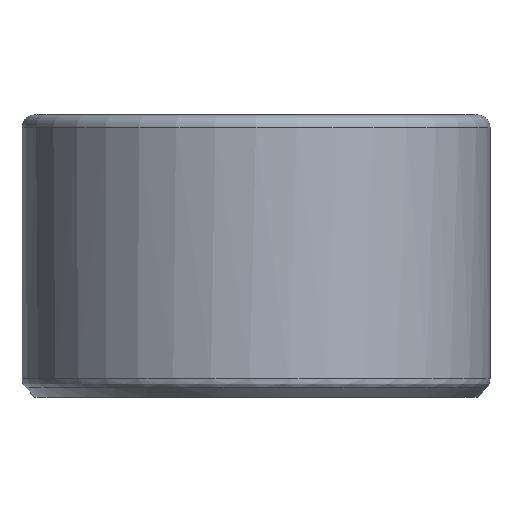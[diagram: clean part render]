
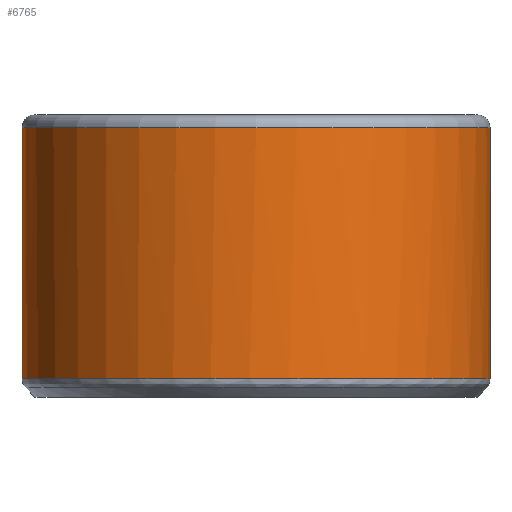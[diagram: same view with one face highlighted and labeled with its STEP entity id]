
A CAD part, front view. The second image highlights one B-rep face of the part: STEP entity #6765.
In plain terms, the highlighted cylindrical face has radius 18.25 mm (diameter 36.5 mm), a full revolution.
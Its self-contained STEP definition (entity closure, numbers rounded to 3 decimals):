
#6213 = TOROIDAL_SURFACE('',#6214,17.25,1.);
#6214 = AXIS2_PLACEMENT_3D('',#6215,#6216,#6217);
#6215 = CARTESIAN_POINT('',(0.,0.,21.));
#6216 = DIRECTION('',(0.,0.,1.));
#6217 = DIRECTION('',(1.,0.,-0.));
#6580 = VERTEX_POINT('',#6581);
#6581 = CARTESIAN_POINT('',(18.25,0.,21.));
#6601 = EDGE_CURVE('',#6580,#6580,#6602,.T.);
#6602 = SURFACE_CURVE('',#6603,(#6608,#6615),.PCURVE_S1.);
#6603 = CIRCLE('',#6604,18.25);
#6604 = AXIS2_PLACEMENT_3D('',#6605,#6606,#6607);
#6605 = CARTESIAN_POINT('',(0.,0.,21.));
#6606 = DIRECTION('',(0.,0.,1.));
#6607 = DIRECTION('',(1.,0.,-0.));
#6608 = PCURVE('',#6213,#6609);
#6609 = DEFINITIONAL_REPRESENTATION('',(#6610),#6614);
#6610 = LINE('',#6611,#6612);
#6611 = CARTESIAN_POINT('',(0.,0.));
#6612 = VECTOR('',#6613,1.);
#6613 = DIRECTION('',(1.,0.));
#6614 = ( GEOMETRIC_REPRESENTATION_CONTEXT(2) 
PARAMETRIC_REPRESENTATION_CONTEXT() REPRESENTATION_CONTEXT('2D SPACE',''
  ) );
#6615 = PCURVE('',#6616,#6621);
#6616 = CYLINDRICAL_SURFACE('',#6617,18.25);
#6617 = AXIS2_PLACEMENT_3D('',#6618,#6619,#6620);
#6618 = CARTESIAN_POINT('',(0.,0.,0.));
#6619 = DIRECTION('',(-0.,-0.,-1.));
#6620 = DIRECTION('',(1.,0.,0.));
#6621 = DEFINITIONAL_REPRESENTATION('',(#6622),#6626);
#6622 = LINE('',#6623,#6624);
#6623 = CARTESIAN_POINT('',(-0.,-21.));
#6624 = VECTOR('',#6625,1.);
#6625 = DIRECTION('',(-1.,0.));
#6626 = ( GEOMETRIC_REPRESENTATION_CONTEXT(2) 
PARAMETRIC_REPRESENTATION_CONTEXT() REPRESENTATION_CONTEXT('2D SPACE',''
  ) );
#6711 = ( BOUNDED_SURFACE() B_SPLINE_SURFACE(2,14,(
    (#6712,#6713,#6714,#6715,#6716,#6717,#6718,#6719,#6720,#6721,#6722
      ,#6723,#6724,#6725,#6726)
    ,(#6727,#6728,#6729,#6730,#6731,#6732,#6733,#6734,#6735,#6736,#6737
      ,#6738,#6739,#6740,#6741)
    ,(#6742,#6743,#6744,#6745,#6746,#6747,#6748,#6749,#6750,#6751,#6752
      ,#6753,#6754,#6755,#6756
)),.UNSPECIFIED.,.F.,.T.,.F.) B_SPLINE_SURFACE_WITH_KNOTS((3,3),(15,15),
  (0.,114.668),(0.,114.668),
.PIECEWISE_BEZIER_KNOTS.) GEOMETRIC_REPRESENTATION_ITEM() 
RATIONAL_B_SPLINE_SURFACE((
    (1.,1.,1.,1.,1.,1.
      ,1.,1.,1.,1.
      ,1.,1.,1.,1.,1.)
    ,(0.924,0.924,0.924,0.924
      ,0.924,0.924,0.924,0.924
      ,0.924,0.924,0.924,0.924
      ,0.924,0.924,0.924)
    ,(1.,1.,1.,1.,1.,1.
      ,1.,1.,1.,1.
      ,1.,1.,1.,1.,1.
))) REPRESENTATION_ITEM('') SURFACE() );
#6712 = CARTESIAN_POINT('',(18.25,0.,1.414));
#6713 = CARTESIAN_POINT('',(18.25,8.072,
    1.414));
#6714 = CARTESIAN_POINT('',(14.406,16.316,
    1.414));
#6715 = CARTESIAN_POINT('',(6.446,22.583,
    1.414));
#6716 = CARTESIAN_POINT('',(-4.411,24.643,
    1.414));
#6717 = CARTESIAN_POINT('',(-15.657,20.565,
    1.414));
#6718 = CARTESIAN_POINT('',(-23.201,12.491,
    1.414));
#6719 = CARTESIAN_POINT('',(-27.974,0.,
    1.414));
#6720 = CARTESIAN_POINT('',(-23.201,-12.491,
    1.414));
#6721 = CARTESIAN_POINT('',(-15.657,-20.565,
    1.414));
#6722 = CARTESIAN_POINT('',(-4.411,-24.643,
    1.414));
#6723 = CARTESIAN_POINT('',(6.446,-22.583,
    1.414));
#6724 = CARTESIAN_POINT('',(14.406,-16.316,
    1.414));
#6725 = CARTESIAN_POINT('',(18.25,-8.072,
    1.414));
#6726 = CARTESIAN_POINT('',(18.25,0.,1.414));
#6727 = CARTESIAN_POINT('',(18.25,0.,1.));
#6728 = CARTESIAN_POINT('',(18.25,8.072,1.));
#6729 = CARTESIAN_POINT('',(14.406,16.316,1.));
#6730 = CARTESIAN_POINT('',(6.446,22.583,1.));
#6731 = CARTESIAN_POINT('',(-4.411,24.643,
    1.));
#6732 = CARTESIAN_POINT('',(-15.657,20.565,
    1.));
#6733 = CARTESIAN_POINT('',(-23.201,12.491,1.
    ));
#6734 = CARTESIAN_POINT('',(-27.974,0.,
    1.));
#6735 = CARTESIAN_POINT('',(-23.201,-12.491,
    1.));
#6736 = CARTESIAN_POINT('',(-15.657,-20.565,
    1.));
#6737 = CARTESIAN_POINT('',(-4.411,-24.643,
    1.));
#6738 = CARTESIAN_POINT('',(6.446,-22.583,
    1.));
#6739 = CARTESIAN_POINT('',(14.406,-16.316,1.));
#6740 = CARTESIAN_POINT('',(18.25,-8.072,1.));
#6741 = CARTESIAN_POINT('',(18.25,0.,1.));
#6742 = CARTESIAN_POINT('',(17.957,0.,0.707));
#6743 = CARTESIAN_POINT('',(17.957,7.943,
    0.707));
#6744 = CARTESIAN_POINT('',(14.174,16.054,
    0.707));
#6745 = CARTESIAN_POINT('',(6.342,22.221,
    0.707));
#6746 = CARTESIAN_POINT('',(-4.34,24.248,
    0.707));
#6747 = CARTESIAN_POINT('',(-15.405,20.235,
    0.707));
#6748 = CARTESIAN_POINT('',(-22.829,12.29,
    0.707));
#6749 = CARTESIAN_POINT('',(-27.525,0.,
    0.707));
#6750 = CARTESIAN_POINT('',(-22.829,-12.29,
    0.707));
#6751 = CARTESIAN_POINT('',(-15.405,-20.235,
    0.707));
#6752 = CARTESIAN_POINT('',(-4.34,-24.248,
    0.707));
#6753 = CARTESIAN_POINT('',(6.342,-22.221,
    0.707));
#6754 = CARTESIAN_POINT('',(14.174,-16.054,
    0.707));
#6755 = CARTESIAN_POINT('',(17.957,-7.943,
    0.707));
#6756 = CARTESIAN_POINT('',(17.957,0.,
    0.707));
#6765 = ADVANCED_FACE('',(#6766),#6616,.T.);
#6766 = FACE_BOUND('',#6767,.F.);
#6767 = EDGE_LOOP('',(#6768,#6791,#6792,#6793));
#6768 = ORIENTED_EDGE('',*,*,#6769,.T.);
#6769 = EDGE_CURVE('',#6770,#6580,#6772,.T.);
#6770 = VERTEX_POINT('',#6771);
#6771 = CARTESIAN_POINT('',(18.25,0.,1.414));
#6772 = SEAM_CURVE('',#6773,(#6777,#6784),.PCURVE_S1.);
#6773 = LINE('',#6774,#6775);
#6774 = CARTESIAN_POINT('',(18.25,0.,0.));
#6775 = VECTOR('',#6776,1.);
#6776 = DIRECTION('',(0.,0.,1.));
#6777 = PCURVE('',#6616,#6778);
#6778 = DEFINITIONAL_REPRESENTATION('',(#6779),#6783);
#6779 = LINE('',#6780,#6781);
#6780 = CARTESIAN_POINT('',(-0.,0.));
#6781 = VECTOR('',#6782,1.);
#6782 = DIRECTION('',(-0.,-1.));
#6783 = ( GEOMETRIC_REPRESENTATION_CONTEXT(2) 
PARAMETRIC_REPRESENTATION_CONTEXT() REPRESENTATION_CONTEXT('2D SPACE',''
  ) );
#6784 = PCURVE('',#6616,#6785);
#6785 = DEFINITIONAL_REPRESENTATION('',(#6786),#6790);
#6786 = LINE('',#6787,#6788);
#6787 = CARTESIAN_POINT('',(-6.283,0.));
#6788 = VECTOR('',#6789,1.);
#6789 = DIRECTION('',(-0.,-1.));
#6790 = ( GEOMETRIC_REPRESENTATION_CONTEXT(2) 
PARAMETRIC_REPRESENTATION_CONTEXT() REPRESENTATION_CONTEXT('2D SPACE',''
  ) );
#6791 = ORIENTED_EDGE('',*,*,#6601,.T.);
#6792 = ORIENTED_EDGE('',*,*,#6769,.F.);
#6793 = ORIENTED_EDGE('',*,*,#6794,.F.);
#6794 = EDGE_CURVE('',#6770,#6770,#6795,.T.);
#6795 = SURFACE_CURVE('',#6796,(#6812,#6836),.PCURVE_S1.);
#6796 = ( BOUNDED_CURVE() B_SPLINE_CURVE(14,(#6797,#6798,#6799,#6800,
    #6801,#6802,#6803,#6804,#6805,#6806,#6807,#6808,#6809,#6810,#6811),
.UNSPECIFIED.,.T.,.F.) B_SPLINE_CURVE_WITH_KNOTS((15,15),(
0.,114.668),.PIECEWISE_BEZIER_KNOTS.) CURVE() 
GEOMETRIC_REPRESENTATION_ITEM() RATIONAL_B_SPLINE_CURVE((1.,1.,
    1.,1.,1.,1.,
    1.,1.,1.,1.,
    1.,1.,1.,1.,1.)) 
REPRESENTATION_ITEM('') );
#6797 = CARTESIAN_POINT('',(18.25,0.,1.414));
#6798 = CARTESIAN_POINT('',(18.25,8.072,
    1.414));
#6799 = CARTESIAN_POINT('',(14.406,16.316,
    1.414));
#6800 = CARTESIAN_POINT('',(6.446,22.583,
    1.414));
#6801 = CARTESIAN_POINT('',(-4.411,24.643,
    1.414));
#6802 = CARTESIAN_POINT('',(-15.657,20.565,
    1.414));
#6803 = CARTESIAN_POINT('',(-23.201,12.491,
    1.414));
#6804 = CARTESIAN_POINT('',(-27.974,0.,
    1.414));
#6805 = CARTESIAN_POINT('',(-23.201,-12.491,
    1.414));
#6806 = CARTESIAN_POINT('',(-15.657,-20.565,
    1.414));
#6807 = CARTESIAN_POINT('',(-4.411,-24.643,
    1.414));
#6808 = CARTESIAN_POINT('',(6.446,-22.583,
    1.414));
#6809 = CARTESIAN_POINT('',(14.406,-16.316,
    1.414));
#6810 = CARTESIAN_POINT('',(18.25,-8.072,
    1.414));
#6811 = CARTESIAN_POINT('',(18.25,0.,1.414));
#6812 = PCURVE('',#6616,#6813);
#6813 = DEFINITIONAL_REPRESENTATION('',(#6814),#6835);
#6814 = B_SPLINE_CURVE_WITH_KNOTS('',10,(#6815,#6816,#6817,#6818,#6819,
    #6820,#6821,#6822,#6823,#6824,#6825,#6826,#6827,#6828,#6829,#6830,
    #6831,#6832,#6833,#6834),.UNSPECIFIED.,.F.,.F.,(11,9,11),(
    0.,57.334,114.668),.UNSPECIFIED.);
#6815 = CARTESIAN_POINT('',(0.,-1.414));
#6816 = CARTESIAN_POINT('',(-0.31,-1.414));
#6817 = CARTESIAN_POINT('',(-0.624,-1.414));
#6818 = CARTESIAN_POINT('',(-0.94,-1.414));
#6819 = CARTESIAN_POINT('',(-1.256,-1.414));
#6820 = CARTESIAN_POINT('',(-1.57,-1.414));
#6821 = CARTESIAN_POINT('',(-1.885,-1.414));
#6822 = CARTESIAN_POINT('',(-2.199,-1.414));
#6823 = CARTESIAN_POINT('',(-2.513,-1.414));
#6824 = CARTESIAN_POINT('',(-2.827,-1.414));
#6825 = CARTESIAN_POINT('',(-3.456,-1.414));
#6826 = CARTESIAN_POINT('',(-3.77,-1.414));
#6827 = CARTESIAN_POINT('',(-4.084,-1.414));
#6828 = CARTESIAN_POINT('',(-4.398,-1.414));
#6829 = CARTESIAN_POINT('',(-4.713,-1.414));
#6830 = CARTESIAN_POINT('',(-5.027,-1.414));
#6831 = CARTESIAN_POINT('',(-5.343,-1.414));
#6832 = CARTESIAN_POINT('',(-5.659,-1.414));
#6833 = CARTESIAN_POINT('',(-5.974,-1.414));
#6834 = CARTESIAN_POINT('',(-6.283,-1.414));
#6835 = ( GEOMETRIC_REPRESENTATION_CONTEXT(2) 
PARAMETRIC_REPRESENTATION_CONTEXT() REPRESENTATION_CONTEXT('2D SPACE',''
  ) );
#6836 = PCURVE('',#6711,#6837);
#6837 = DEFINITIONAL_REPRESENTATION('',(#6838),#6842);
#6838 = LINE('',#6839,#6840);
#6839 = CARTESIAN_POINT('',(0.,0.));
#6840 = VECTOR('',#6841,1.);
#6841 = DIRECTION('',(0.,1.));
#6842 = ( GEOMETRIC_REPRESENTATION_CONTEXT(2) 
PARAMETRIC_REPRESENTATION_CONTEXT() REPRESENTATION_CONTEXT('2D SPACE',''
  ) );
